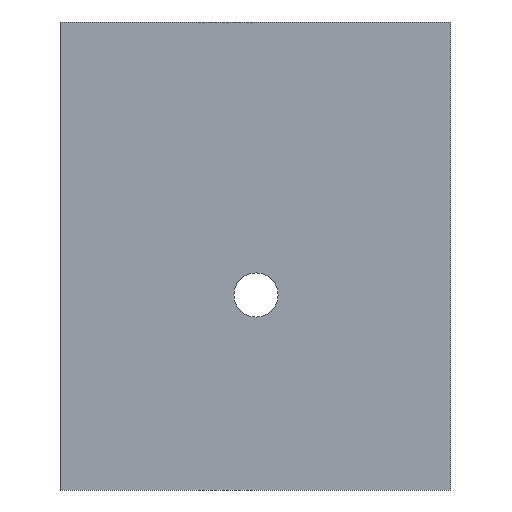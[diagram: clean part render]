
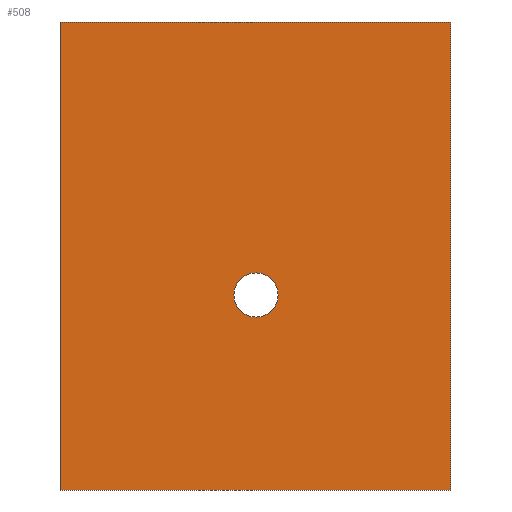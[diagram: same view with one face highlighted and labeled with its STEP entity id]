
A CAD part, front view. The second image highlights one B-rep face of the part: STEP entity #508.
In plain terms, the highlighted planar face has unit normal (0, -1, 0).
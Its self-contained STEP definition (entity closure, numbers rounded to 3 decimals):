
#19 = CARTESIAN_POINT ( 'NONE',  ( 30., -19., -33. ) ) ;
#26 = VECTOR ( 'NONE', #303, 1000. ) ;
#39 = ORIENTED_EDGE ( 'NONE', *, *, #161, .F. ) ;
#48 = CARTESIAN_POINT ( 'NONE',  ( 30., -19., 0. ) ) ;
#55 = CARTESIAN_POINT ( 'NONE',  ( 15., -19., -19.7 ) ) ;
#61 = DIRECTION ( 'NONE',  ( -1., 0., 0. ) ) ;
#66 = CIRCLE ( 'NONE', #158, 1.7 ) ;
#81 = DIRECTION ( 'NONE',  ( 0., -1., 0. ) ) ;
#92 = CARTESIAN_POINT ( 'NONE',  ( 15., -19., -16.3 ) ) ;
#97 = LINE ( 'NONE', #104, #352 ) ;
#104 = CARTESIAN_POINT ( 'NONE',  ( 30., -19., 3. ) ) ;
#114 = ORIENTED_EDGE ( 'NONE', *, *, #277, .T. ) ;
#124 = ORIENTED_EDGE ( 'NONE', *, *, #232, .F. ) ;
#132 = FACE_OUTER_BOUND ( 'NONE', #242, .T. ) ;
#142 = VECTOR ( 'NONE', #465, 1000. ) ;
#145 = AXIS2_PLACEMENT_3D ( 'NONE', #249, #370, #328 ) ;
#158 = AXIS2_PLACEMENT_3D ( 'NONE', #539, #81, #331 ) ;
#161 = EDGE_CURVE ( 'NONE', #455, #536, #428, .T. ) ;
#192 = ORIENTED_EDGE ( 'NONE', *, *, #468, .F. ) ;
#203 = VERTEX_POINT ( 'NONE', #348 ) ;
#232 = EDGE_CURVE ( 'NONE', #402, #422, #514, .T. ) ;
#242 = EDGE_LOOP ( 'NONE', ( #409, #124, #322, #114 ) ) ;
#249 = CARTESIAN_POINT ( 'NONE',  ( 15., -19., -18. ) ) ;
#251 = CARTESIAN_POINT ( 'NONE',  ( 0., -19., -33. ) ) ;
#255 = CARTESIAN_POINT ( 'NONE',  ( 30., -19., 0. ) ) ;
#271 = DIRECTION ( 'NONE',  ( -1., 0., 0. ) ) ;
#277 = EDGE_CURVE ( 'NONE', #203, #484, #97, .T. ) ;
#293 = PLANE ( 'NONE',  #350 ) ;
#299 = FACE_BOUND ( 'NONE', #325, .T. ) ;
#303 = DIRECTION ( 'NONE',  ( 0., 0., -1. ) ) ;
#322 = ORIENTED_EDGE ( 'NONE', *, *, #449, .F. ) ;
#325 = EDGE_LOOP ( 'NONE', ( #192, #39 ) ) ;
#328 = DIRECTION ( 'NONE',  ( 0., 0., -1. ) ) ;
#331 = DIRECTION ( 'NONE',  ( 0., 0., -1. ) ) ;
#332 = VECTOR ( 'NONE', #61, 1000. ) ;
#339 = DIRECTION ( 'NONE',  ( 0., 0., 1. ) ) ;
#348 = CARTESIAN_POINT ( 'NONE',  ( 30., -19., 3. ) ) ;
#350 = AXIS2_PLACEMENT_3D ( 'NONE', #255, #420, #339 ) ;
#352 = VECTOR ( 'NONE', #271, 1000. ) ;
#370 = DIRECTION ( 'NONE',  ( 0., -1., 0. ) ) ;
#372 = CARTESIAN_POINT ( 'NONE',  ( 0., -19., 3. ) ) ;
#402 = VERTEX_POINT ( 'NONE', #19 ) ;
#409 = ORIENTED_EDGE ( 'NONE', *, *, #521, .T. ) ;
#417 = LINE ( 'NONE', #423, #142 ) ;
#420 = DIRECTION ( 'NONE',  ( 0., 1., 0. ) ) ;
#422 = VERTEX_POINT ( 'NONE', #251 ) ;
#423 = CARTESIAN_POINT ( 'NONE',  ( 0., -19., 0. ) ) ;
#428 = CIRCLE ( 'NONE', #145, 1.7 ) ;
#429 = CARTESIAN_POINT ( 'NONE',  ( 30., -19., -33. ) ) ;
#449 = EDGE_CURVE ( 'NONE', #203, #402, #462, .T. ) ;
#455 = VERTEX_POINT ( 'NONE', #92 ) ;
#462 = LINE ( 'NONE', #48, #26 ) ;
#465 = DIRECTION ( 'NONE',  ( 0., 0., -1. ) ) ;
#468 = EDGE_CURVE ( 'NONE', #536, #455, #66, .T. ) ;
#484 = VERTEX_POINT ( 'NONE', #372 ) ;
#508 = ADVANCED_FACE ( 'NONE', ( #299, #132 ), #293, .F. ) ;
#514 = LINE ( 'NONE', #429, #332 ) ;
#521 = EDGE_CURVE ( 'NONE', #484, #422, #417, .T. ) ;
#536 = VERTEX_POINT ( 'NONE', #55 ) ;
#539 = CARTESIAN_POINT ( 'NONE',  ( 15., -19., -18. ) ) ;
